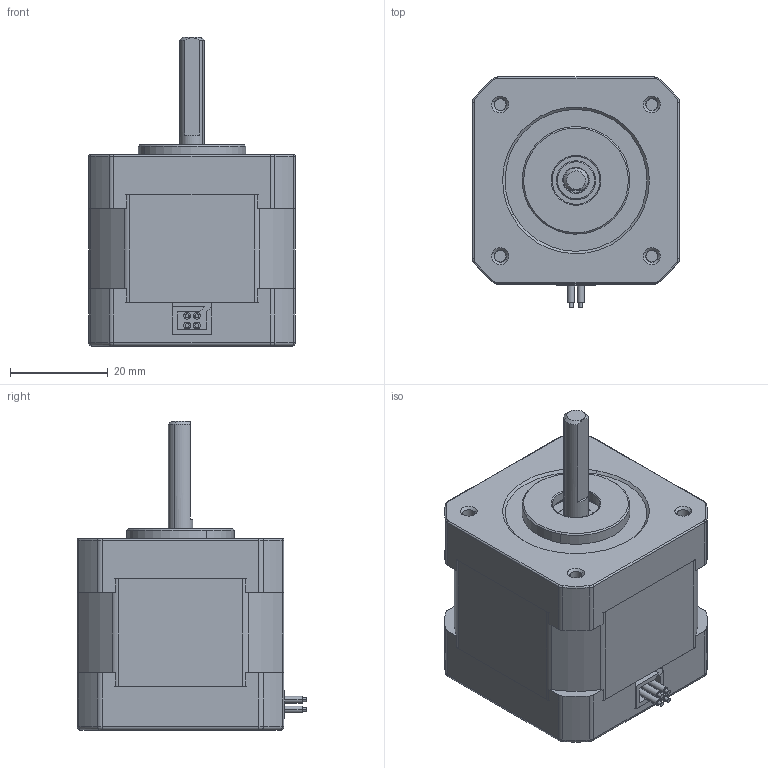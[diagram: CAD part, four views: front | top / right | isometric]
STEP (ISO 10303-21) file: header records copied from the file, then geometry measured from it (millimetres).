
FILE_DESCRIPTION(('CATIA V5 STEP Exchange'),'2;1');
FILE_NAME('MICROCON_Krokovy motor_NEMA 17_SX17-1005LQCEF_(bez textu).stp','2020-05-28T20:36:46+00:00',('none'),('none'),'CATIA Version 5 Release 19 SP 9 (IN-10)','CATIA V5 STEP AP214','none');
FILE_SCHEMA(('AUTOMOTIVE_DESIGN { 1 0 10303 214 1 1 1 1 }'));
Length unit declared in the file: millimetre
Products named in the file (1): MICROCON_Krokovy motor_NEMA 17_SX17-1005LQCEF
Bounding box: 42.3 x 47 x 63.3 mm (x, y, z)
Volume: 63850.7 mm3; surface area: 29466.3 mm2
Topology: 21 solids, 21 shells, 440 faces, 1019 edges, 645 vertices
Faces by surface type: cylinder 170, plane 164, cone 64, torus 34, sphere 8
Entity records: 12140 total; most frequent: CARTESIAN_POINT 2382, ORIENTED_EDGE 2038, DIRECTION 1608, EDGE_CURVE 1019, AXIS2_PLACEMENT_3D 816, VERTEX_POINT 645, EDGE_LOOP 508, CIRCLE 499
